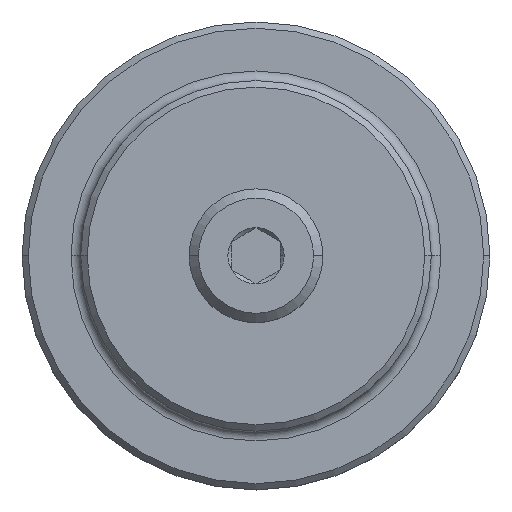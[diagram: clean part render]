
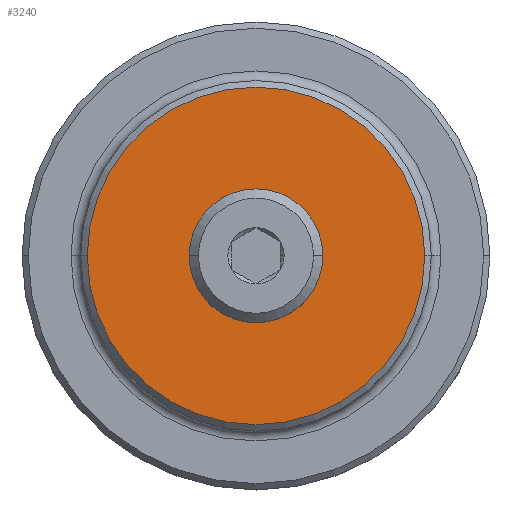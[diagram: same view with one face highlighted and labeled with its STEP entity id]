
A CAD part, top view. The second image highlights one B-rep face of the part: STEP entity #3240.
In plain terms, the highlighted planar face has unit normal (0, 0, 1).
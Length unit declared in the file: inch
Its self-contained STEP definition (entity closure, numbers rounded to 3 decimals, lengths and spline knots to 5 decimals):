
#167 = DIRECTION ( 'NONE',  ( -1., 0., 0. ) ) ;
#256 = AXIS2_PLACEMENT_3D ( 'NONE', #1891, #3133, #1316 ) ;
#432 = CARTESIAN_POINT ( 'NONE',  ( -0.541, 0., 0.24 ) ) ;
#521 = VERTEX_POINT ( 'NONE', #432 ) ;
#636 = CARTESIAN_POINT ( 'NONE',  ( -0.1875, 0., 0.24 ) ) ;
#849 = CARTESIAN_POINT ( 'NONE',  ( 0., 0., 0.24 ) ) ;
#874 = EDGE_LOOP ( 'NONE', ( #3262, #3127 ) ) ;
#1172 = EDGE_CURVE ( 'NONE', #2288, #521, #2610, .T. ) ;
#1177 = AXIS2_PLACEMENT_3D ( 'NONE', #1978, #1683, #3181 ) ;
#1205 = CIRCLE ( 'NONE', #2530, 0.1875 ) ;
#1241 = DIRECTION ( 'NONE',  ( -1., 0., 0. ) ) ;
#1316 = DIRECTION ( 'NONE',  ( 1., 0., 0. ) ) ;
#1508 = DIRECTION ( 'NONE',  ( 0., 0., -1. ) ) ;
#1597 = AXIS2_PLACEMENT_3D ( 'NONE', #849, #1508, #1792 ) ;
#1659 = CARTESIAN_POINT ( 'NONE',  ( 0.541, 0., 0.24 ) ) ;
#1683 = DIRECTION ( 'NONE',  ( 0., 0., -1. ) ) ;
#1752 = FACE_BOUND ( 'NONE', #874, .T. ) ;
#1792 = DIRECTION ( 'NONE',  ( -1., 0., 0. ) ) ;
#1891 = CARTESIAN_POINT ( 'NONE',  ( 0., -0.1875, 0.24 ) ) ;
#1932 = CARTESIAN_POINT ( 'NONE',  ( 0.1875, 0., 0.24 ) ) ;
#1939 = AXIS2_PLACEMENT_3D ( 'NONE', #3045, #2497, #1241 ) ;
#1978 = CARTESIAN_POINT ( 'NONE',  ( 0., 0., 0.24 ) ) ;
#2085 = VERTEX_POINT ( 'NONE', #636 ) ;
#2288 = VERTEX_POINT ( 'NONE', #1659 ) ;
#2331 = FACE_OUTER_BOUND ( 'NONE', #3887, .T. ) ;
#2347 = EDGE_CURVE ( 'NONE', #3231, #2085, #1205, .T. ) ;
#2355 = DIRECTION ( 'NONE',  ( 0., 0., -1. ) ) ;
#2480 = EDGE_CURVE ( 'NONE', #521, #2288, #2697, .T. ) ;
#2497 = DIRECTION ( 'NONE',  ( 0., 0., -1. ) ) ;
#2530 = AXIS2_PLACEMENT_3D ( 'NONE', #2652, #2355, #167 ) ;
#2610 = CIRCLE ( 'NONE', #1939, 0.541 ) ;
#2652 = CARTESIAN_POINT ( 'NONE',  ( 0., 0., 0.24 ) ) ;
#2697 = CIRCLE ( 'NONE', #1597, 0.541 ) ;
#2821 = PLANE ( 'NONE',  #256 ) ;
#2870 = EDGE_CURVE ( 'NONE', #2085, #3231, #3787, .T. ) ;
#3029 = ORIENTED_EDGE ( 'NONE', *, *, #1172, .F. ) ;
#3045 = CARTESIAN_POINT ( 'NONE',  ( 0., 0., 0.24 ) ) ;
#3077 = ORIENTED_EDGE ( 'NONE', *, *, #2480, .F. ) ;
#3127 = ORIENTED_EDGE ( 'NONE', *, *, #2347, .T. ) ;
#3133 = DIRECTION ( 'NONE',  ( 0., 0., 1. ) ) ;
#3181 = DIRECTION ( 'NONE',  ( -1., 0., 0. ) ) ;
#3231 = VERTEX_POINT ( 'NONE', #1932 ) ;
#3240 = ADVANCED_FACE ( 'NONE', ( #1752, #2331 ), #2821, .T. ) ;
#3262 = ORIENTED_EDGE ( 'NONE', *, *, #2870, .T. ) ;
#3787 = CIRCLE ( 'NONE', #1177, 0.1875 ) ;
#3887 = EDGE_LOOP ( 'NONE', ( #3077, #3029 ) ) ;
